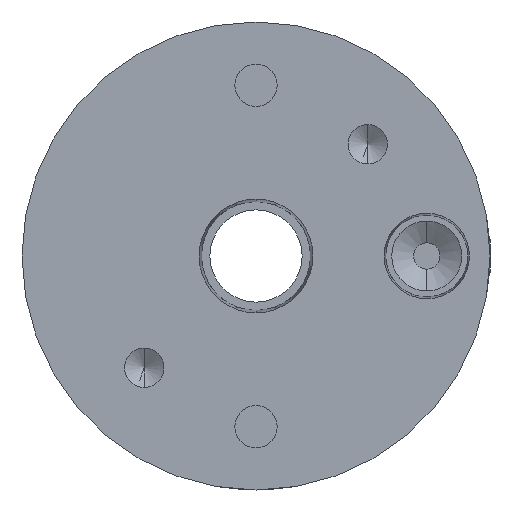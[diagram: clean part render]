
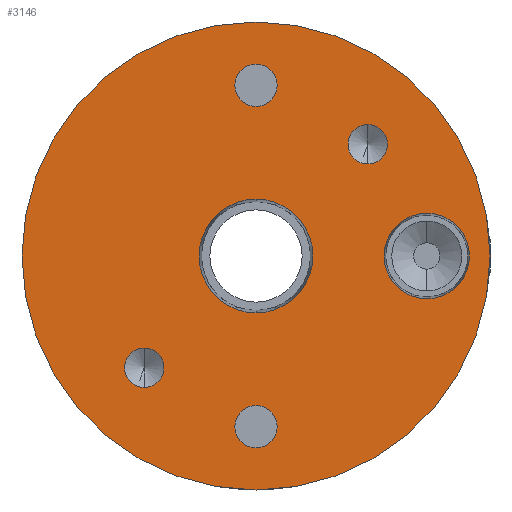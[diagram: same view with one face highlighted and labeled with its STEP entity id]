
A CAD part, front view. The second image highlights one B-rep face of the part: STEP entity #3146.
In plain terms, the highlighted planar face has unit normal (0, -1, 0).
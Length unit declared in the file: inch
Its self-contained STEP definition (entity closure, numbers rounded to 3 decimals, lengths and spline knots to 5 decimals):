
#17 = ORIENTED_EDGE ( 'NONE', *, *, #1487, .F. ) ;
#73 = VERTEX_POINT ( 'NONE', #2248 ) ;
#80 = DIRECTION ( 'NONE',  ( 0., 0., -1. ) ) ;
#90 = ORIENTED_EDGE ( 'NONE', *, *, #3280, .F. ) ;
#116 = VERTEX_POINT ( 'NONE', #4245 ) ;
#147 = CARTESIAN_POINT ( 'NONE',  ( 0., -1.1875, 1.11 ) ) ;
#152 = EDGE_CURVE ( 'NONE', #555, #3290, #683, .T. ) ;
#155 = EDGE_LOOP ( 'NONE', ( #90, #3966 ) ) ;
#243 = FACE_BOUND ( 'NONE', #155, .T. ) ;
#248 = VERTEX_POINT ( 'NONE', #1335 ) ;
#252 = EDGE_LOOP ( 'NONE', ( #4227, #1149 ) ) ;
#311 = VERTEX_POINT ( 'NONE', #1238 ) ;
#344 = ORIENTED_EDGE ( 'NONE', *, *, #2003, .F. ) ;
#388 = CIRCLE ( 'NONE', #1162, 0.27002 ) ;
#427 = DIRECTION ( 'NONE',  ( 0., -1., 0. ) ) ;
#516 = AXIS2_PLACEMENT_3D ( 'NONE', #1848, #3346, #1492 ) ;
#555 = VERTEX_POINT ( 'NONE', #3574 ) ;
#606 = ORIENTED_EDGE ( 'NONE', *, *, #1339, .F. ) ;
#617 = EDGE_LOOP ( 'NONE', ( #2838, #344 ) ) ;
#621 = AXIS2_PLACEMENT_3D ( 'NONE', #2926, #2218, #4431 ) ;
#634 = DIRECTION ( 'NONE',  ( 0., 0., -1. ) ) ;
#647 = DIRECTION ( 'NONE',  ( 0., -1., 0. ) ) ;
#662 = FACE_BOUND ( 'NONE', #3082, .T. ) ;
#683 = CIRCLE ( 'NONE', #4235, 1.11 ) ;
#702 = CIRCLE ( 'NONE', #3475, 1.11 ) ;
#732 = EDGE_CURVE ( 'NONE', #248, #73, #1507, .T. ) ;
#803 = DIRECTION ( 'NONE',  ( 0., 0., -1. ) ) ;
#861 = ORIENTED_EDGE ( 'NONE', *, *, #4270, .F. ) ;
#912 = AXIS2_PLACEMENT_3D ( 'NONE', #1945, #1236, #1678 ) ;
#940 = ORIENTED_EDGE ( 'NONE', *, *, #3208, .F. ) ;
#950 = VERTEX_POINT ( 'NONE', #1556 ) ;
#1029 = CARTESIAN_POINT ( 'NONE',  ( -0.53033, -1.1875, -0.43658 ) ) ;
#1132 = CARTESIAN_POINT ( 'NONE',  ( 0., -1.1875, 0.7095 ) ) ;
#1149 = ORIENTED_EDGE ( 'NONE', *, *, #152, .F. ) ;
#1162 = AXIS2_PLACEMENT_3D ( 'NONE', #3372, #427, #80 ) ;
#1236 = DIRECTION ( 'NONE',  ( 0., -1., 0. ) ) ;
#1238 = CARTESIAN_POINT ( 'NONE',  ( 0., -1.1875, 0.9105 ) ) ;
#1302 = AXIS2_PLACEMENT_3D ( 'NONE', #3819, #2034, #3525 ) ;
#1310 = DIRECTION ( 'NONE',  ( 0., 0., -1. ) ) ;
#1335 = CARTESIAN_POINT ( 'NONE',  ( 0.53033, -1.1875, 0.62408 ) ) ;
#1339 = EDGE_CURVE ( 'NONE', #73, #248, #4729, .T. ) ;
#1385 = CIRCLE ( 'NONE', #3551, 0.1005 ) ;
#1417 = DIRECTION ( 'NONE',  ( 0., 0., -1. ) ) ;
#1458 = DIRECTION ( 'NONE',  ( 0., 1., 0. ) ) ;
#1459 = CIRCLE ( 'NONE', #912, 0.09375 ) ;
#1487 = EDGE_CURVE ( 'NONE', #311, #3494, #3871, .T. ) ;
#1492 = DIRECTION ( 'NONE',  ( 0., 0., -1. ) ) ;
#1507 = CIRCLE ( 'NONE', #3298, 0.09375 ) ;
#1524 = CARTESIAN_POINT ( 'NONE',  ( 1.11, -1.1875, 0. ) ) ;
#1553 = DIRECTION ( 'NONE',  ( 0., 0., 1. ) ) ;
#1556 = CARTESIAN_POINT ( 'NONE',  ( 0., -1.1875, -0.7095 ) ) ;
#1595 = EDGE_CURVE ( 'NONE', #2334, #4754, #388, .T. ) ;
#1606 = CIRCLE ( 'NONE', #3001, 0.09375 ) ;
#1675 = ORIENTED_EDGE ( 'NONE', *, *, #732, .F. ) ;
#1678 = DIRECTION ( 'NONE',  ( 0., 0., -1. ) ) ;
#1772 = VERTEX_POINT ( 'NONE', #2464 ) ;
#1781 = EDGE_CURVE ( 'NONE', #116, #1772, #4363, .T. ) ;
#1803 = EDGE_LOOP ( 'NONE', ( #940, #3403 ) ) ;
#1847 = CIRCLE ( 'NONE', #621, 0.27002 ) ;
#1848 = CARTESIAN_POINT ( 'NONE',  ( 0., -1.1875, 0.81 ) ) ;
#1871 = DIRECTION ( 'NONE',  ( 0., 0., -1. ) ) ;
#1909 = EDGE_LOOP ( 'NONE', ( #4343, #17 ) ) ;
#1910 = CIRCLE ( 'NONE', #3628, 0.2025 ) ;
#1945 = CARTESIAN_POINT ( 'NONE',  ( -0.53033, -1.1875, -0.53033 ) ) ;
#1948 = EDGE_CURVE ( 'NONE', #950, #4252, #3211, .T. ) ;
#2003 = EDGE_CURVE ( 'NONE', #2060, #4006, #1459, .T. ) ;
#2034 = DIRECTION ( 'NONE',  ( 0., -1., 0. ) ) ;
#2060 = VERTEX_POINT ( 'NONE', #1029 ) ;
#2098 = FACE_OUTER_BOUND ( 'NONE', #252, .T. ) ;
#2099 = CARTESIAN_POINT ( 'NONE',  ( -0.53033, -1.1875, -0.62408 ) ) ;
#2129 = CARTESIAN_POINT ( 'NONE',  ( 0., -1.1875, -0.27002 ) ) ;
#2198 = DIRECTION ( 'NONE',  ( 0., -1., 0. ) ) ;
#2218 = DIRECTION ( 'NONE',  ( 0., -1., 0. ) ) ;
#2248 = CARTESIAN_POINT ( 'NONE',  ( 0.53033, -1.1875, 0.43658 ) ) ;
#2295 = CARTESIAN_POINT ( 'NONE',  ( 0., -1.1875, 0. ) ) ;
#2305 = AXIS2_PLACEMENT_3D ( 'NONE', #1524, #1458, #1553 ) ;
#2334 = VERTEX_POINT ( 'NONE', #2129 ) ;
#2464 = CARTESIAN_POINT ( 'NONE',  ( 0.81, -1.1875, -0.2025 ) ) ;
#2485 = CARTESIAN_POINT ( 'NONE',  ( 0.81, -1.1875, 0. ) ) ;
#2496 = CARTESIAN_POINT ( 'NONE',  ( 0.53033, -1.1875, 0.53033 ) ) ;
#2680 = EDGE_CURVE ( 'NONE', #3494, #311, #4696, .T. ) ;
#2817 = CARTESIAN_POINT ( 'NONE',  ( 0., -1.1875, 0.27002 ) ) ;
#2838 = ORIENTED_EDGE ( 'NONE', *, *, #3176, .F. ) ;
#2852 = FACE_BOUND ( 'NONE', #1803, .T. ) ;
#2926 = CARTESIAN_POINT ( 'NONE',  ( 0., -1.1875, 0. ) ) ;
#2973 = CARTESIAN_POINT ( 'NONE',  ( 0., -1.1875, -0.9105 ) ) ;
#2976 = DIRECTION ( 'NONE',  ( 0., -1., 0. ) ) ;
#3001 = AXIS2_PLACEMENT_3D ( 'NONE', #3394, #2976, #803 ) ;
#3082 = EDGE_LOOP ( 'NONE', ( #4512, #861 ) ) ;
#3146 = ADVANCED_FACE ( 'NONE', ( #3567, #3976, #2852, #4677, #243, #662, #2098 ), #3586, .F. ) ;
#3176 = EDGE_CURVE ( 'NONE', #4006, #2060, #1606, .T. ) ;
#3186 = DIRECTION ( 'NONE',  ( 0., 0., -1. ) ) ;
#3208 = EDGE_CURVE ( 'NONE', #1772, #116, #1910, .T. ) ;
#3211 = CIRCLE ( 'NONE', #1302, 0.1005 ) ;
#3280 = EDGE_CURVE ( 'NONE', #4252, #950, #1385, .T. ) ;
#3282 = CARTESIAN_POINT ( 'NONE',  ( 0., -1.1875, 0.81 ) ) ;
#3290 = VERTEX_POINT ( 'NONE', #147 ) ;
#3298 = AXIS2_PLACEMENT_3D ( 'NONE', #4359, #3957, #3186 ) ;
#3332 = CARTESIAN_POINT ( 'NONE',  ( 0.81, -1.1875, 0. ) ) ;
#3346 = DIRECTION ( 'NONE',  ( 0., -1., 0. ) ) ;
#3372 = CARTESIAN_POINT ( 'NONE',  ( 0., -1.1875, 0. ) ) ;
#3394 = CARTESIAN_POINT ( 'NONE',  ( -0.53033, -1.1875, -0.53033 ) ) ;
#3403 = ORIENTED_EDGE ( 'NONE', *, *, #1781, .F. ) ;
#3440 = DIRECTION ( 'NONE',  ( 0., 1., 0. ) ) ;
#3461 = DIRECTION ( 'NONE',  ( 0., -1., 0. ) ) ;
#3475 = AXIS2_PLACEMENT_3D ( 'NONE', #3479, #4609, #4584 ) ;
#3479 = CARTESIAN_POINT ( 'NONE',  ( 0., -1.1875, 0. ) ) ;
#3494 = VERTEX_POINT ( 'NONE', #1132 ) ;
#3525 = DIRECTION ( 'NONE',  ( 0., 0., -1. ) ) ;
#3551 = AXIS2_PLACEMENT_3D ( 'NONE', #4521, #3461, #1310 ) ;
#3567 = FACE_BOUND ( 'NONE', #617, .T. ) ;
#3574 = CARTESIAN_POINT ( 'NONE',  ( 0., -1.1875, -1.11 ) ) ;
#3586 = PLANE ( 'NONE',  #2305 ) ;
#3612 = EDGE_CURVE ( 'NONE', #3290, #555, #702, .T. ) ;
#3628 = AXIS2_PLACEMENT_3D ( 'NONE', #3332, #4500, #1871 ) ;
#3645 = AXIS2_PLACEMENT_3D ( 'NONE', #2496, #647, #3982 ) ;
#3780 = DIRECTION ( 'NONE',  ( 0., 0., 1. ) ) ;
#3819 = CARTESIAN_POINT ( 'NONE',  ( 0., -1.1875, -0.81 ) ) ;
#3871 = CIRCLE ( 'NONE', #3952, 0.1005 ) ;
#3952 = AXIS2_PLACEMENT_3D ( 'NONE', #3282, #2198, #1417 ) ;
#3957 = DIRECTION ( 'NONE',  ( 0., -1., 0. ) ) ;
#3961 = EDGE_LOOP ( 'NONE', ( #606, #1675 ) ) ;
#3966 = ORIENTED_EDGE ( 'NONE', *, *, #1948, .F. ) ;
#3976 = FACE_BOUND ( 'NONE', #3961, .T. ) ;
#3982 = DIRECTION ( 'NONE',  ( 0., 0., -1. ) ) ;
#4006 = VERTEX_POINT ( 'NONE', #2099 ) ;
#4027 = DIRECTION ( 'NONE',  ( 0., -1., 0. ) ) ;
#4061 = AXIS2_PLACEMENT_3D ( 'NONE', #2485, #4027, #634 ) ;
#4227 = ORIENTED_EDGE ( 'NONE', *, *, #3612, .F. ) ;
#4235 = AXIS2_PLACEMENT_3D ( 'NONE', #2295, #3440, #3780 ) ;
#4245 = CARTESIAN_POINT ( 'NONE',  ( 0.81, -1.1875, 0.2025 ) ) ;
#4252 = VERTEX_POINT ( 'NONE', #2973 ) ;
#4270 = EDGE_CURVE ( 'NONE', #4754, #2334, #1847, .T. ) ;
#4343 = ORIENTED_EDGE ( 'NONE', *, *, #2680, .F. ) ;
#4359 = CARTESIAN_POINT ( 'NONE',  ( 0.53033, -1.1875, 0.53033 ) ) ;
#4363 = CIRCLE ( 'NONE', #4061, 0.2025 ) ;
#4431 = DIRECTION ( 'NONE',  ( 0., 0., -1. ) ) ;
#4500 = DIRECTION ( 'NONE',  ( 0., -1., 0. ) ) ;
#4512 = ORIENTED_EDGE ( 'NONE', *, *, #1595, .F. ) ;
#4521 = CARTESIAN_POINT ( 'NONE',  ( 0., -1.1875, -0.81 ) ) ;
#4584 = DIRECTION ( 'NONE',  ( 0., 0., 1. ) ) ;
#4609 = DIRECTION ( 'NONE',  ( 0., 1., 0. ) ) ;
#4677 = FACE_BOUND ( 'NONE', #1909, .T. ) ;
#4696 = CIRCLE ( 'NONE', #516, 0.1005 ) ;
#4729 = CIRCLE ( 'NONE', #3645, 0.09375 ) ;
#4754 = VERTEX_POINT ( 'NONE', #2817 ) ;
